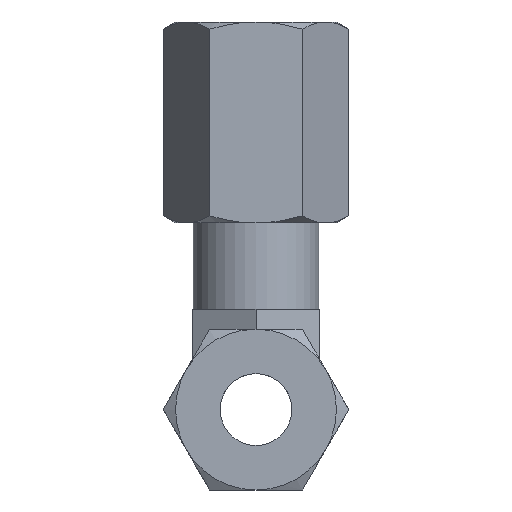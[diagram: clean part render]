
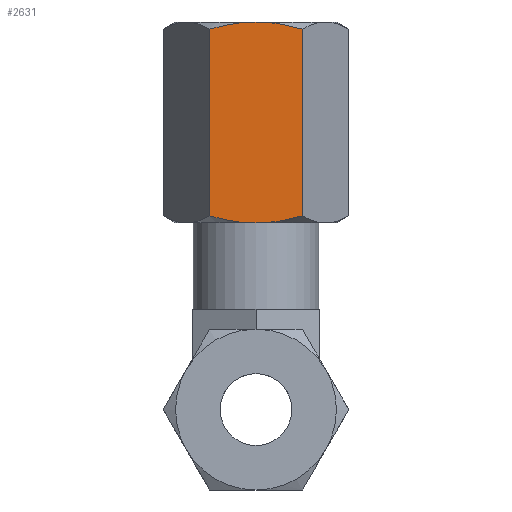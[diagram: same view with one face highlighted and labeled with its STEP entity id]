
A CAD part, front view. The second image highlights one B-rep face of the part: STEP entity #2631.
In plain terms, the highlighted planar face has unit normal (0, -1, 0).
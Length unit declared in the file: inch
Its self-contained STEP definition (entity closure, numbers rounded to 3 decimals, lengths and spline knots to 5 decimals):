
#844=CARTESIAN_POINT('',(-0.16166,-0.28,1.32499));
#855=CARTESIAN_POINT('',(-0.16166,-0.28,0.67501));
#895=CARTESIAN_POINT('',(0.16166,-0.28,1.32499));
#896=CARTESIAN_POINT('',(0.1473,-0.28,1.32914));
#897=CARTESIAN_POINT('',(0.11914,-0.28,1.33642));
#898=CARTESIAN_POINT('',(0.07914,-0.28,1.34415));
#899=CARTESIAN_POINT('',(0.03956,-0.28,1.34892));
#900=CARTESIAN_POINT('',(0.01317,-0.28,1.35));
#901=CARTESIAN_POINT('',(0.,-0.28,1.35));
#906=CARTESIAN_POINT('',(0.16166,-0.28,0.67501));
#907=CARTESIAN_POINT('',(0.1473,-0.28,0.67086));
#908=CARTESIAN_POINT('',(0.11914,-0.28,0.66358));
#909=CARTESIAN_POINT('',(0.07914,-0.28,0.65585));
#910=CARTESIAN_POINT('',(0.03956,-0.28,0.65108));
#911=CARTESIAN_POINT('',(0.01317,-0.28,0.65));
#912=CARTESIAN_POINT('',(0.,-0.28,0.65));
#917=CARTESIAN_POINT('',(0.,-0.28,0.65));
#918=CARTESIAN_POINT('',(-0.01318,-0.28,0.65));
#919=CARTESIAN_POINT('',(-0.03958,-0.28,0.65108));
#920=CARTESIAN_POINT('',(-0.07919,-0.28,0.65586));
#921=CARTESIAN_POINT('',(-0.11916,-0.28,0.66358));
#922=CARTESIAN_POINT('',(-0.14731,-0.28,0.67087));
#923=CARTESIAN_POINT('',(-0.16166,-0.28,0.67501));
#928=DIRECTION('',(0.,0.,1.));
#929=VECTOR('',#928,0.64998);
#930=CARTESIAN_POINT('',(-0.16166,-0.28,0.67501));
#931=LINE('',#930,#929);
#935=CARTESIAN_POINT('',(0.,-0.28,1.35));
#936=CARTESIAN_POINT('',(-0.01318,-0.28,1.35));
#937=CARTESIAN_POINT('',(-0.03958,-0.28,1.34892));
#938=CARTESIAN_POINT('',(-0.07919,-0.28,1.34414));
#939=CARTESIAN_POINT('',(-0.11916,-0.28,1.33642));
#940=CARTESIAN_POINT('',(-0.14731,-0.28,1.32913));
#941=CARTESIAN_POINT('',(-0.16166,-0.28,1.32499));
#979=DIRECTION('',(0.,0.,1.));
#980=VECTOR('',#979,0.64998);
#981=CARTESIAN_POINT('',(0.16166,-0.28,0.67501));
#982=LINE('',#981,#980);
#2003=CARTESIAN_POINT('',(0.,-0.28,0.65));
#2005=VERTEX_POINT('',#2003);
#2015=CARTESIAN_POINT('',(0.,-0.28,1.35));
#2017=VERTEX_POINT('',#2015);
#2024=VERTEX_POINT('',#844);
#2025=VERTEX_POINT('',#855);
#2026=VERTEX_POINT('',#895);
#2027=VERTEX_POINT('',#906);
#2615=CARTESIAN_POINT('',(-0.16166,-0.28,0.65));
#2616=DIRECTION('',(0.,-1.,0.));
#2617=DIRECTION('',(1.,0.,0.));
#2618=AXIS2_PLACEMENT_3D('',#2615,#2616,#2617);
#2619=PLANE('',#2618);
#2620=ORIENTED_EDGE('',*,*,#2532,.F.);
#2622=ORIENTED_EDGE('',*,*,#2621,.F.);
#2624=ORIENTED_EDGE('',*,*,#2623,.T.);
#2626=ORIENTED_EDGE('',*,*,#2625,.T.);
#2627=ORIENTED_EDGE('',*,*,#2604,.T.);
#2628=ORIENTED_EDGE('',*,*,#2543,.F.);
#2629=EDGE_LOOP('',(#2620,#2622,#2624,#2626,#2627,#2628));
#2630=FACE_OUTER_BOUND('',#2629,.F.);
#2631=ADVANCED_FACE('',(#2630),#2619,.T.);
#902=B_SPLINE_CURVE_WITH_KNOTS('',3,(#895,#896,#897,#898,#899,#900,#901),
.UNSPECIFIED.,.F.,.F.,(4,1,1,1,4),(0.,0.25,0.5,0.75,1.),
.UNSPECIFIED.);
#913=B_SPLINE_CURVE_WITH_KNOTS('',3,(#906,#907,#908,#909,#910,#911,#912),
.UNSPECIFIED.,.F.,.F.,(4,1,1,1,4),(0.,0.25,0.5,0.75,1.),
.UNSPECIFIED.);
#924=B_SPLINE_CURVE_WITH_KNOTS('',3,(#917,#918,#919,#920,#921,#922,#923),
.UNSPECIFIED.,.F.,.F.,(4,1,1,1,4),(0.,0.25,0.5,0.75,1.),
.UNSPECIFIED.);
#942=B_SPLINE_CURVE_WITH_KNOTS('',3,(#935,#936,#937,#938,#939,#940,#941),
.UNSPECIFIED.,.F.,.F.,(4,1,1,1,4),(0.,0.25,0.5,0.75,1.),
.UNSPECIFIED.);
#2532=EDGE_CURVE('',#2026,#2017,#902,.T.);
#2543=EDGE_CURVE('',#2017,#2024,#942,.T.);
#2604=EDGE_CURVE('',#2025,#2024,#931,.T.);
#2621=EDGE_CURVE('',#2027,#2026,#982,.T.);
#2623=EDGE_CURVE('',#2027,#2005,#913,.T.);
#2625=EDGE_CURVE('',#2005,#2025,#924,.T.);
